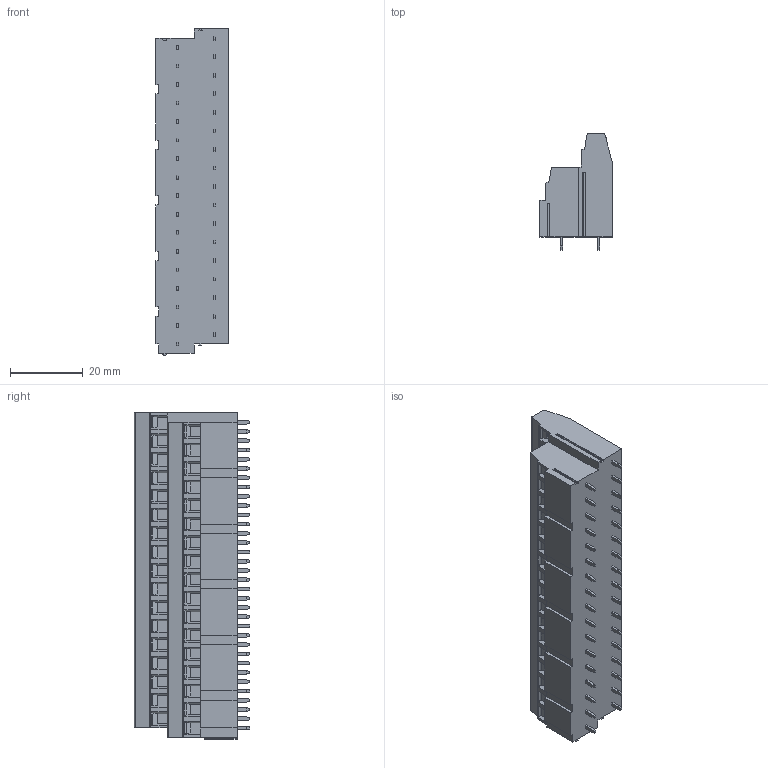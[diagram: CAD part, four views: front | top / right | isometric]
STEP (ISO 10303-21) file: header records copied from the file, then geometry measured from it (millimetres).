
FILE_DESCRIPTION((''),'2;1');
FILE_NAME('PRT0054','2025-01-16T',('yanfa'),(''),'PRO/ENGINEER BY PARAMETRIC TECHNOLOGY CORPORATION, 2009280','PRO/ENGINEER BY PARAMETRIC TECHNOLOGY CORPORATION, 2009280','');
FILE_SCHEMA(('AUTOMOTIVE_DESIGN_CC2 { 1 2 10303 214 -1 1 5 2 }'));
Length unit declared in the file: millimetre
Products named in the file (1): PRT0054
Bounding box: 19.85 x 31.7 x 89.4 mm (x, y, z)
Volume: 35307 mm3; surface area: 11014.6 mm2
Topology: 1 solids, 1 shells, 1456 faces, 3746 edges, 2388 vertices
Faces by surface type: plane 850, cylinder 363, cone 158, torus 68, sphere 17
Entity records: 44768 total; most frequent: CARTESIAN_POINT 9067, ORIENTED_EDGE 7492, DIRECTION 7321, EDGE_CURVE 3746, VECTOR 2607, LINE 2607, VERTEX_POINT 2388, AXIS2_PLACEMENT_3D 2357
